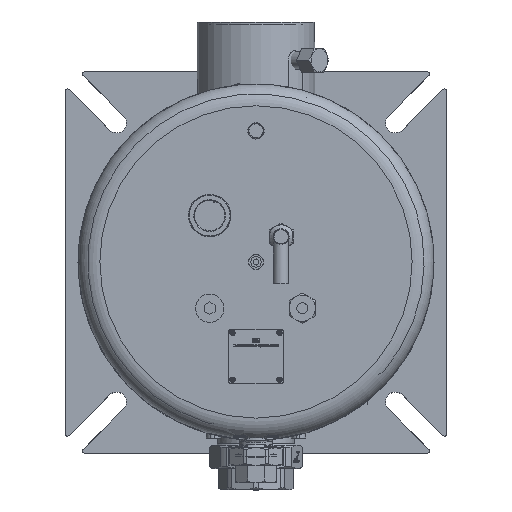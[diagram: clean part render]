
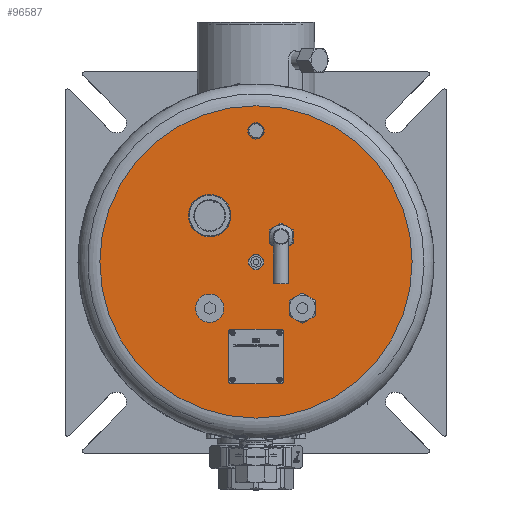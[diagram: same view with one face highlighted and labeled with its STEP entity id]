
A CAD part, top view. The second image highlights one B-rep face of the part: STEP entity #96587.
In plain terms, the highlighted planar face has unit normal (0, 0, 1).
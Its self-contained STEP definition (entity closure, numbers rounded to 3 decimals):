
#24381=FACE_OUTER_BOUND('',#30467,.T.);
#30467=EDGE_LOOP('',(#76379));
#33892=CIRCLE('',#103910,143.);
#41227=VERTEX_POINT('',#158815);
#53316=EDGE_CURVE('',#41227,#41227,#33892,.T.);
#76379=ORIENTED_EDGE('',*,*,#53316,.F.);
#86481=PLANE('',#103909);
#96587=ADVANCED_FACE('',(#24381),#86481,.F.);
#103909=AXIS2_PLACEMENT_3D('',#158814,#122947,#122948);
#103910=AXIS2_PLACEMENT_3D('',#158816,#122949,#122950);
#122947=DIRECTION('center_axis',(0.,0.,
-1.));
#122948=DIRECTION('ref_axis',(0.,1.,0.));
#122949=DIRECTION('center_axis',(0.,0.,
-1.));
#122950=DIRECTION('ref_axis',(0.,1.,0.));
#158814=CARTESIAN_POINT('Origin',(0.,0.,
143.));
#158815=CARTESIAN_POINT('',(0.,-143.,143.));
#158816=CARTESIAN_POINT('Origin',(0.,0.,
143.));
